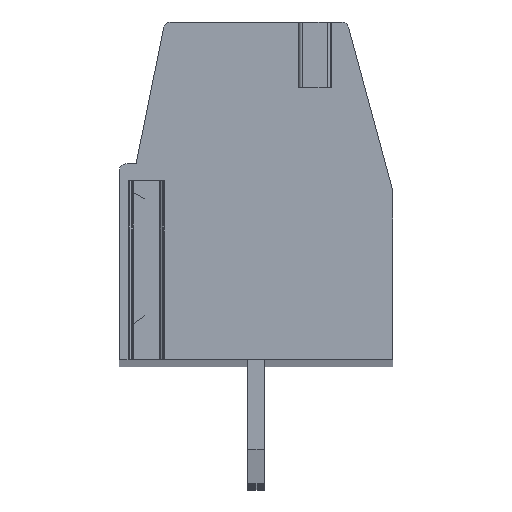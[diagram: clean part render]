
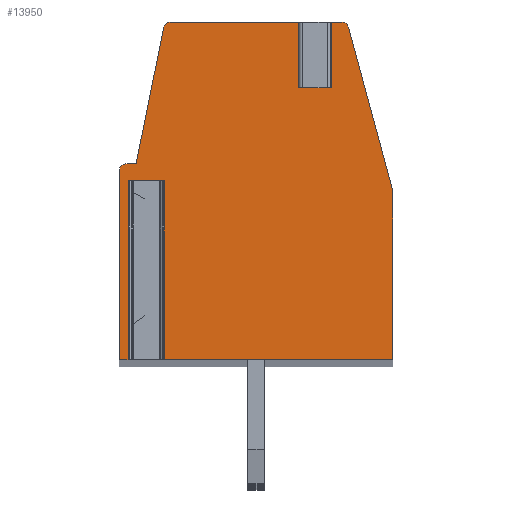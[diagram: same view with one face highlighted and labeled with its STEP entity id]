
A CAD part, top view. The second image highlights one B-rep face of the part: STEP entity #13950.
In plain terms, the highlighted planar face has unit normal (0, 0, 1).
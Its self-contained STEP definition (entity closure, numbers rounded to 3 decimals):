
#13=DIRECTION('',(-1.,0.,0.));
#14=VECTOR('',#13,1.07);
#15=CARTESIAN_POINT('',(-2.72,0.3,119.38));
#16=LINE('',#15,#14);
#17=DIRECTION('',(0.,-1.,0.));
#18=VECTOR('',#17,5.3);
#19=CARTESIAN_POINT('',(-3.79,0.3,119.38));
#20=LINE('',#19,#18);
#21=DIRECTION('',(1.,0.,0.));
#22=VECTOR('',#21,0.26);
#23=CARTESIAN_POINT('',(-4.05,-5.,119.38));
#24=LINE('',#23,#22);
#25=DIRECTION('',(0.,-1.,0.));
#26=VECTOR('',#25,5.6);
#27=CARTESIAN_POINT('',(-4.05,0.6,119.38));
#28=LINE('',#27,#26);
#29=CARTESIAN_POINT('',(-3.85,0.6,119.38));
#30=DIRECTION('',(0.,0.,1.));
#31=DIRECTION('',(0.,1.,0.));
#32=AXIS2_PLACEMENT_3D('',#29,#30,#31);
#34=DIRECTION('',(-1.,0.,0.));
#35=VECTOR('',#34,0.3);
#36=CARTESIAN_POINT('',(-3.55,0.8,119.38));
#37=LINE('',#36,#35);
#38=DIRECTION('',(-0.198,-0.98,0.));
#39=VECTOR('',#38,4.122);
#40=CARTESIAN_POINT('',(-2.732,4.84,119.38));
#41=LINE('',#40,#39);
#42=CARTESIAN_POINT('',(-2.536,4.8,119.38));
#43=DIRECTION('',(0.,0.,1.));
#44=DIRECTION('',(0.,1.,0.));
#45=AXIS2_PLACEMENT_3D('',#42,#43,#44);
#47=DIRECTION('',(-1.,0.,0.));
#48=VECTOR('',#47,3.981);
#49=CARTESIAN_POINT('',(1.445,5.,119.38));
#50=LINE('',#49,#48);
#51=DIRECTION('',(0.,-1.,0.));
#52=VECTOR('',#51,1.95);
#53=CARTESIAN_POINT('',(1.445,5.,119.38));
#54=LINE('',#53,#52);
#55=DIRECTION('',(-1.,0.,0.));
#56=VECTOR('',#55,0.6);
#57=CARTESIAN_POINT('',(2.045,3.05,119.38));
#58=LINE('',#57,#56);
#59=DIRECTION('',(0.,-1.,0.));
#60=VECTOR('',#59,1.95);
#61=CARTESIAN_POINT('',(2.045,5.,119.38));
#62=LINE('',#61,#60);
#63=DIRECTION('',(-1.,0.,0.));
#64=VECTOR('',#63,0.502);
#65=CARTESIAN_POINT('',(2.547,5.,119.38));
#66=LINE('',#65,#64);
#67=CARTESIAN_POINT('',(2.547,4.8,119.38));
#68=DIRECTION('',(0.,0.,1.));
#69=DIRECTION('',(0.965,0.261,0.));
#70=AXIS2_PLACEMENT_3D('',#67,#68,#69);
#72=DIRECTION('',(-0.261,0.965,0.));
#73=VECTOR('',#72,5.026);
#74=CARTESIAN_POINT('',(4.05,0.,119.38));
#75=LINE('',#74,#73);
#76=DIRECTION('',(0.,1.,0.));
#77=VECTOR('',#76,5.);
#78=CARTESIAN_POINT('',(4.05,-5.,119.38));
#79=LINE('',#78,#77);
#80=DIRECTION('',(1.,0.,0.));
#81=VECTOR('',#80,6.77);
#82=CARTESIAN_POINT('',(-2.72,-5.,119.38));
#83=LINE('',#82,#81);
#84=DIRECTION('',(0.,-1.,0.));
#85=VECTOR('',#84,5.3);
#86=CARTESIAN_POINT('',(-2.72,0.3,119.38));
#87=LINE('',#86,#85);
#10907=CARTESIAN_POINT('',(4.05,0.,119.38));
#10908=CARTESIAN_POINT('',(2.74,4.852,119.38));
#10909=VERTEX_POINT('',#10907);
#10910=VERTEX_POINT('',#10908);
#10911=CARTESIAN_POINT('',(2.547,5.,119.38));
#10912=VERTEX_POINT('',#10911);
#10913=CARTESIAN_POINT('',(-2.536,5.,119.38));
#10914=CARTESIAN_POINT('',(-2.732,4.84,119.38));
#10915=VERTEX_POINT('',#10913);
#10916=VERTEX_POINT('',#10914);
#10917=CARTESIAN_POINT('',(-3.55,0.8,119.38));
#10918=VERTEX_POINT('',#10917);
#10919=CARTESIAN_POINT('',(-3.85,0.8,119.38));
#10920=VERTEX_POINT('',#10919);
#10921=CARTESIAN_POINT('',(-4.05,0.6,119.38));
#10922=VERTEX_POINT('',#10921);
#10923=CARTESIAN_POINT('',(-4.05,-5.,119.38));
#10924=VERTEX_POINT('',#10923);
#10925=CARTESIAN_POINT('',(4.05,-5.,119.38));
#10926=VERTEX_POINT('',#10925);
#10987=CARTESIAN_POINT('',(2.045,3.05,119.38));
#10988=CARTESIAN_POINT('',(1.445,3.05,119.38));
#10989=VERTEX_POINT('',#10987);
#10990=VERTEX_POINT('',#10988);
#10991=CARTESIAN_POINT('',(1.445,5.,119.38));
#10992=VERTEX_POINT('',#10991);
#10993=CARTESIAN_POINT('',(2.045,5.,119.38));
#10994=VERTEX_POINT('',#10993);
#11007=CARTESIAN_POINT('',(-2.72,0.3,119.38));
#11008=CARTESIAN_POINT('',(-3.79,0.3,119.38));
#11009=VERTEX_POINT('',#11007);
#11010=VERTEX_POINT('',#11008);
#11011=CARTESIAN_POINT('',(-2.72,-5.,119.38));
#11012=VERTEX_POINT('',#11011);
#11013=CARTESIAN_POINT('',(-3.79,-5.,119.38));
#11014=VERTEX_POINT('',#11013);
#13907=CARTESIAN_POINT('',(0.,0.,119.38));
#13908=DIRECTION('',(0.,0.,1.));
#13909=DIRECTION('',(1.,0.,0.));
#13910=AXIS2_PLACEMENT_3D('',#13907,#13908,#13909);
#13911=PLANE('',#13910);
#13913=ORIENTED_EDGE('',*,*,#13912,.T.);
#13915=ORIENTED_EDGE('',*,*,#13914,.T.);
#13917=ORIENTED_EDGE('',*,*,#13916,.F.);
#13919=ORIENTED_EDGE('',*,*,#13918,.F.);
#13921=ORIENTED_EDGE('',*,*,#13920,.F.);
#13923=ORIENTED_EDGE('',*,*,#13922,.F.);
#13925=ORIENTED_EDGE('',*,*,#13924,.F.);
#13927=ORIENTED_EDGE('',*,*,#13926,.F.);
#13929=ORIENTED_EDGE('',*,*,#13928,.F.);
#13931=ORIENTED_EDGE('',*,*,#13930,.T.);
#13933=ORIENTED_EDGE('',*,*,#13932,.F.);
#13935=ORIENTED_EDGE('',*,*,#13934,.F.);
#13937=ORIENTED_EDGE('',*,*,#13936,.F.);
#13939=ORIENTED_EDGE('',*,*,#13938,.F.);
#13941=ORIENTED_EDGE('',*,*,#13940,.F.);
#13943=ORIENTED_EDGE('',*,*,#13942,.F.);
#13945=ORIENTED_EDGE('',*,*,#13944,.F.);
#13947=ORIENTED_EDGE('',*,*,#13946,.F.);
#13948=EDGE_LOOP('',(#13913,#13915,#13917,#13919,#13921,#13923,#13925,#13927,
#13929,#13931,#13933,#13935,#13937,#13939,#13941,#13943,#13945,#13947));
#13949=FACE_OUTER_BOUND('',#13948,.F.);
#33=CIRCLE('',#32,0.2);
#46=CIRCLE('',#45,0.2);
#71=CIRCLE('',#70,0.2);
#13912=EDGE_CURVE('',#11009,#11010,#16,.T.);
#13914=EDGE_CURVE('',#11010,#11014,#20,.T.);
#13916=EDGE_CURVE('',#10924,#11014,#24,.T.);
#13918=EDGE_CURVE('',#10922,#10924,#28,.T.);
#13920=EDGE_CURVE('',#10920,#10922,#33,.T.);
#13922=EDGE_CURVE('',#10918,#10920,#37,.T.);
#13924=EDGE_CURVE('',#10916,#10918,#41,.T.);
#13926=EDGE_CURVE('',#10915,#10916,#46,.T.);
#13928=EDGE_CURVE('',#10992,#10915,#50,.T.);
#13930=EDGE_CURVE('',#10992,#10990,#54,.T.);
#13932=EDGE_CURVE('',#10989,#10990,#58,.T.);
#13934=EDGE_CURVE('',#10994,#10989,#62,.T.);
#13936=EDGE_CURVE('',#10912,#10994,#66,.T.);
#13938=EDGE_CURVE('',#10910,#10912,#71,.T.);
#13940=EDGE_CURVE('',#10909,#10910,#75,.T.);
#13942=EDGE_CURVE('',#10926,#10909,#79,.T.);
#13944=EDGE_CURVE('',#11012,#10926,#83,.T.);
#13946=EDGE_CURVE('',#11009,#11012,#87,.T.);
#13950=ADVANCED_FACE('',(#13949),#13911,.T.);
